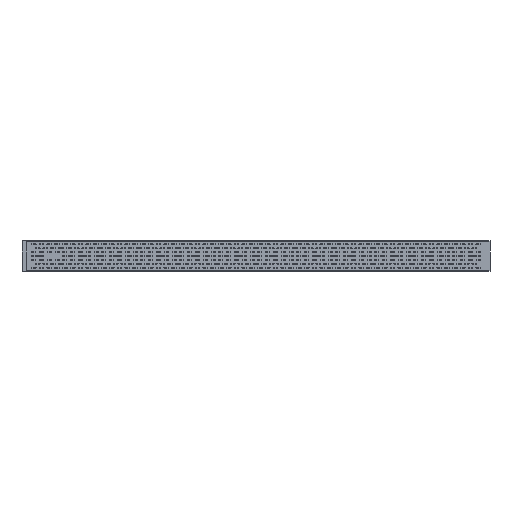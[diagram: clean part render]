
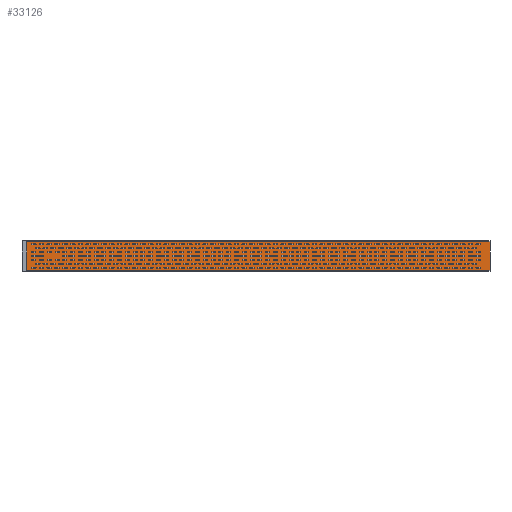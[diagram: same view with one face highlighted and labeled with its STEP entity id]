
A CAD part, top view. The second image highlights one B-rep face of the part: STEP entity #33126.
In plain terms, the highlighted planar face has unit normal (0, 0, 1).
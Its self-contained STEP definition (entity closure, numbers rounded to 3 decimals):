
#6788=FACE_OUTER_BOUND('',#8225,.T.);
#8225=EDGE_LOOP('',(#26006,#26007,#26008,#26009));
#9672=LINE('',#49795,#12424);
#9673=LINE('',#49797,#12425);
#9674=LINE('',#49799,#12426);
#9675=LINE('',#49800,#12427);
#12424=VECTOR('',#38731,1.);
#12425=VECTOR('',#38732,1.);
#12426=VECTOR('',#38733,1.);
#12427=VECTOR('',#38734,1.);
#15176=VERTEX_POINT('',#49793);
#15177=VERTEX_POINT('',#49794);
#15178=VERTEX_POINT('',#49796);
#15179=VERTEX_POINT('',#49798);
#20539=EDGE_CURVE('',#15176,#15177,#9672,.F.);
#20540=EDGE_CURVE('',#15176,#15178,#9673,.T.);
#20541=EDGE_CURVE('',#15178,#15179,#9674,.T.);
#20542=EDGE_CURVE('',#15177,#15179,#9675,.T.);
#26006=ORIENTED_EDGE('',*,*,#20539,.F.);
#26007=ORIENTED_EDGE('',*,*,#20540,.T.);
#26008=ORIENTED_EDGE('',*,*,#20541,.T.);
#26009=ORIENTED_EDGE('',*,*,#20542,.F.);
#31747=PLANE('',#34565);
#33126=ADVANCED_FACE('',(#6788),#31747,.T.);
#34565=AXIS2_PLACEMENT_3D('',#49792,#38729,#38730);
#38729=DIRECTION('center_axis',(0.,0.,1.));
#38730=DIRECTION('ref_axis',(1.,0.,0.));
#38731=DIRECTION('',(1.,0.,0.));
#38732=DIRECTION('',(0.,1.,0.));
#38733=DIRECTION('',(-1.,0.,0.));
#38734=DIRECTION('',(0.,1.,0.));
#49792=CARTESIAN_POINT('Origin',(1545.715,173.58,-37.8));
#49793=CARTESIAN_POINT('',(3060.715,76.28,-37.8));
#49794=CARTESIAN_POINT('',(61.705,76.28,-37.8));
#49795=CARTESIAN_POINT('',(61.71,76.28,-37.8));
#49796=CARTESIAN_POINT('',(3060.715,270.88,-37.8));
#49797=CARTESIAN_POINT('',(3060.715,173.58,-37.8));
#49798=CARTESIAN_POINT('',(61.705,270.88,-37.8));
#49799=CARTESIAN_POINT('',(61.71,270.88,-37.8));
#49800=CARTESIAN_POINT('',(61.705,173.58,-37.8));
